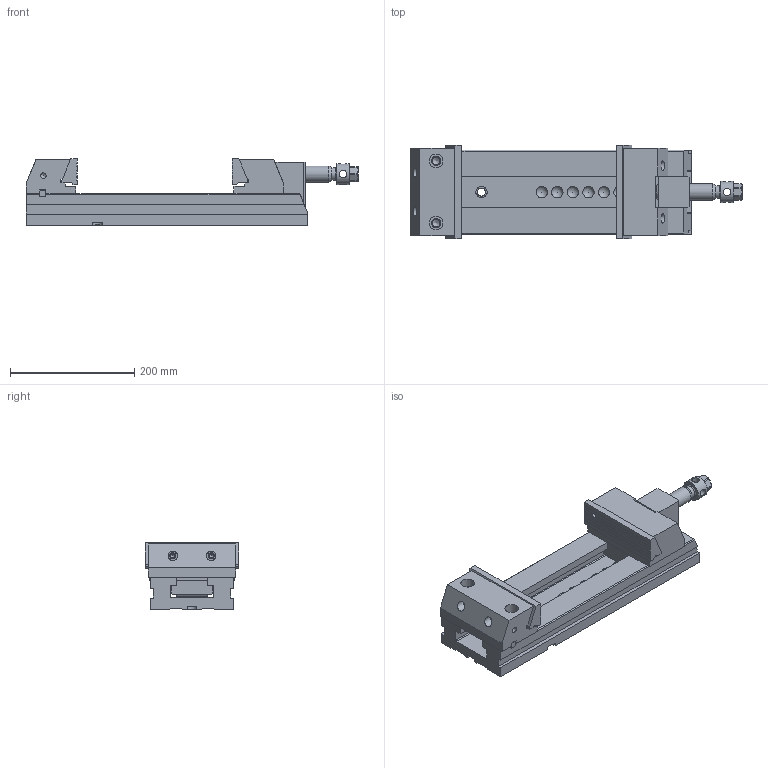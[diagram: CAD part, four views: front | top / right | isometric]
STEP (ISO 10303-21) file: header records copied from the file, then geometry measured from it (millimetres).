
FILE_DESCRIPTION(/* description */ (''),/* implementation_level */ '2;1');
FILE_NAME(/* name */ '30_150L_Mordaza.stp',/* time_stamp */ '2013-10-23T18:22:28+02:00',/* author */ (''),/* organization */ (''),/* preprocessor_version */ 'ST-DEVELOPER v11',/* originating_system */ 'SIEMENS PLM Software NX 7.5',/* authorisation */ '');
FILE_SCHEMA (('CONFIG_CONTROL_DESIGN'));
Length unit declared in the file: millimetre
Products named in the file (1): 30_150L_Mordaza
Bounding box: 534 x 150 x 107 mm (x, y, z)
Volume: 3414748.7 mm3; surface area: 473445.7 mm2
Topology: 12 solids, 12 shells, 435 faces, 1192 edges, 792 vertices
Faces by surface type: plane 283, cylinder 98, cone 33, sphere 12, torus 9
Full cylindrical faces by diameter (mm): 4.351 x1, 5.188 x5, 6.985 x4, 8.782 x5, 10 x4, 10.579 x4, 12 x4, 12.376 x2, 13 x6, 15 x6, 16 x2, 16.5 x1, 18 x2, 19 x4, 20 x3, 21.25 x1, 22 x2, 26 x1, 30 x2, 33.8 x1, 34 x3
Entity records: 13016 total; most frequent: CARTESIAN_POINT 2544, DIRECTION 2110, ORIENTED_EDGE 2002, EDGE_CURVE 1001, VERTEX_POINT 727, AXIS2_PLACEMENT_3D 713, LINE 684, VECTOR 684
